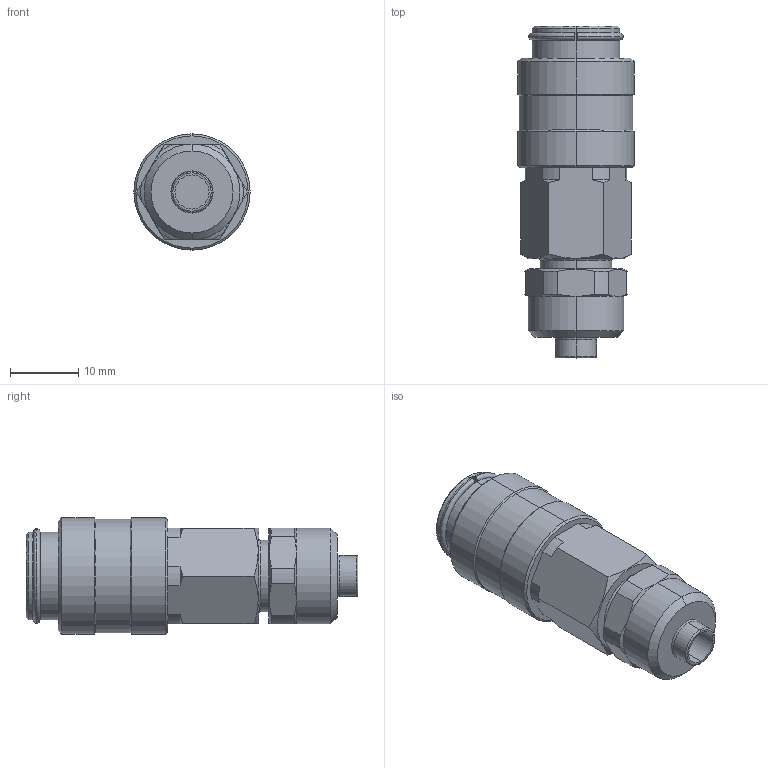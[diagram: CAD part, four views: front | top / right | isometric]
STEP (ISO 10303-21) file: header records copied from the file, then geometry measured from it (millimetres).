
FILE_DESCRIPTION (( 'STEP AP203' ), '1' );
FILE_NAME ('07210540.STEP', '2011-07-13T14:03:20', ( 'SP' ), ( 'sopra-pneumatic' ), 'SwSTEP 2.0', 'SolidWorks 2011', '' );
FILE_SCHEMA (( 'CONFIG_CONTROL_DESIGN' ));
Length unit declared in the file: millimetre
Products named in the file (1): 07210540
Bounding box: 17 x 48.5 x 17 mm (x, y, z)
Volume: 7632 mm3; surface area: 3238.9 mm2
Topology: 2 solids, 2 shells, 103 faces, 232 edges, 142 vertices
Faces by surface type: cone 34, cylinder 34, plane 25, torus 10
Entity records: 3073 total; most frequent: CARTESIAN_POINT 694, DIRECTION 504, ORIENTED_EDGE 464, EDGE_CURVE 232, AXIS2_PLACEMENT_3D 212, VERTEX_POINT 142, EDGE_LOOP 112, CIRCLE 108
